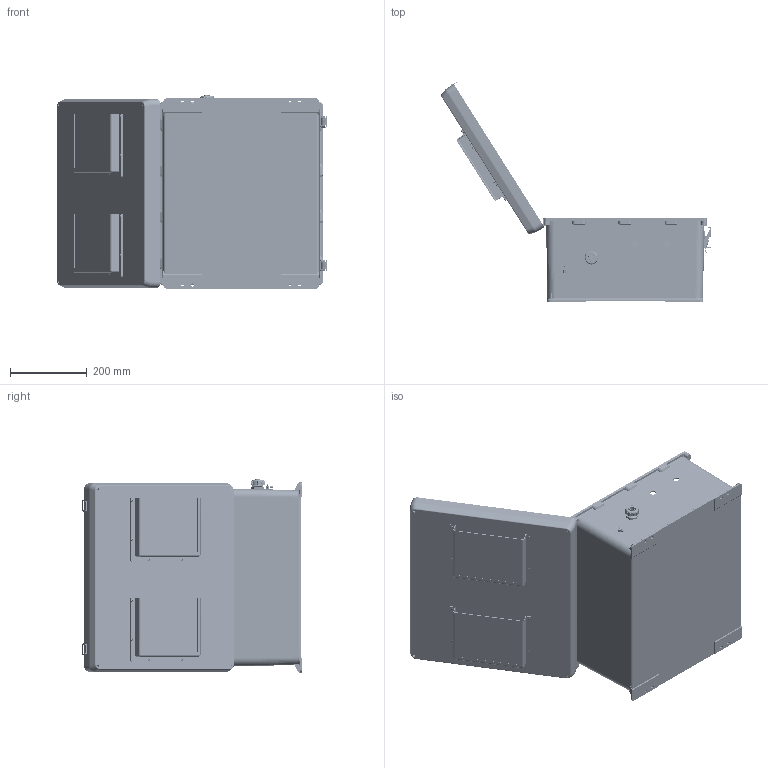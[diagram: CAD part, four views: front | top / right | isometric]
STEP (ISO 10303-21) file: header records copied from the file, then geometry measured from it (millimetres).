
FILE_DESCRIPTION (( 'STEP AP214' ), '1' );
FILE_NAME ('TEF181608-00VDR.STEP', '2019-05-09T14:56:28', ( '' ), ( '' ), 'SwSTEP 2.0', 'SolidWorks 2018', '' );
FILE_SCHEMA (( 'AUTOMOTIVE_DESIGN' ));
Length unit declared in the file: inch
Products named in the file (21): XC-0003; Fan Screen-120x120 ALUM; XCT-0005; XFS-0026; NB181608-Box; XFN-0002; NB181608-Hinge; TEF181608-00VDR; XFW-0002; XCT-0010; 10-32 NEMA PLATE SCREW; NB181608-DoorClasp-2; NB181608-DoorClasp-1; XFS-0023_92470A148; XCT-0011; XFR-0005; NB181608-Lid-Vented; 1BE04-023; XFN-0003; XM220-01-UL; GroundWire-18-DIN
Assembly tree (55 placements, depth 2):
  TEF181608-00VDR
    NB181608-Box
    NB181608-Hinge  x2
    NB181608-Lid-Vented
    NB181608-DoorClasp-1  x2
    NB181608-DoorClasp-2  x2
    10-32 NEMA PLATE SCREW  x4
    XCT-0011
    XCT-0010
    XFN-0003  x2
    XC-0003
    XCT-0005
    XFW-0002
    XFS-0026
    XM220-01-UL  x2
    XFN-0002  x8
    Fan Screen-120x120 ALUM  x2
    XFS-0023_92470A148  x8
    XFR-0005  x12
    1BE04-023  x2
    GroundWire-18-DIN
Bounding box: 703.32 x 571.16 x 502.84 mm (x, y, z)
Volume: 3336791.1 mm3; surface area: 2106114.5 mm2
Topology: 61 solids, 62 shells, 5759 faces, 15354 edges, 9717 vertices
Faces by surface type: cylinder 2692, plane 1397, cone 1057, bspline 336, torus 257, sphere 20
Entity records: 131576 total; most frequent: CARTESIAN_POINT 41209, ORIENTED_EDGE 16600, DIRECTION 15893, EDGE_CURVE 8300, AXIS2_PLACEMENT_3D 6057, VERTEX_POINT 5209, EDGE_LOOP 3989, LINE 3779
